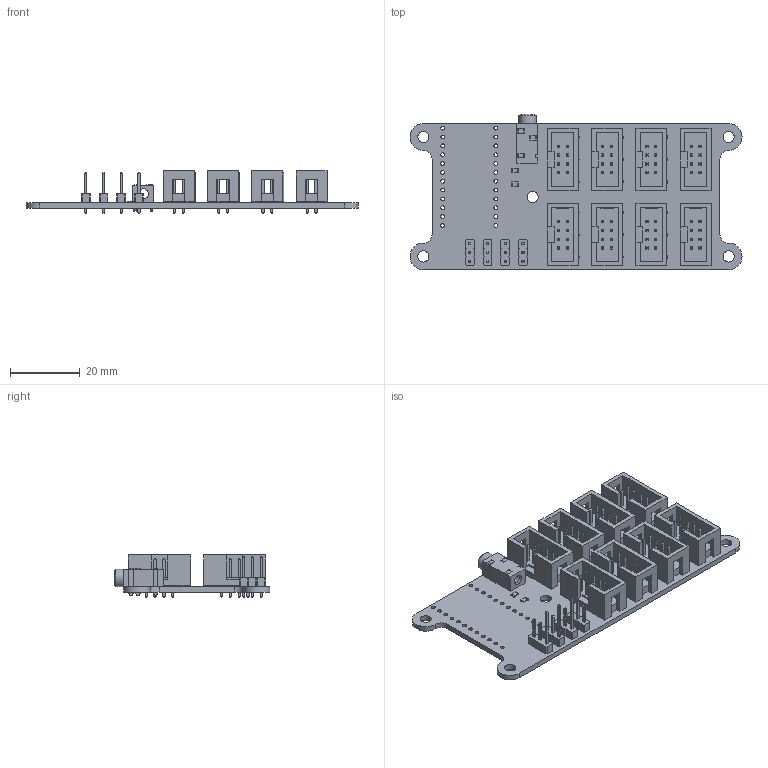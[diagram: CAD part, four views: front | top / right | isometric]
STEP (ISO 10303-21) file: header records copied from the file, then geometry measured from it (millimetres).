
FILE_DESCRIPTION(('FreeCAD Model'),'2;1');
FILE_NAME('arduino_shield_alt.step','2019-06-11T17:30:11',('kicad StepUp'),( 'ksu MCAD'),'Open CASCADE STEP processor 7.2','FreeCAD','Unknown');
FILE_SCHEMA(('AUTOMOTIVE_DESIGN { 1 0 10303 214 1 1 1 1 }'));
Length unit declared in the file: millimetre
Products named in the file (20): arduino_shield_alt; Board_Geoms; Pcb; Step_Models; Top; PinHeader_1x03_P254mm_Vertical_; PinHeader_1x03_P254mm_Vertical_001; PinHeader_1x03_P254mm_Vertical_002; PinHeader_1x03_P254mm_Vertical_003; IDC_Header_2x04_P254mm_Vertical_; IDC_Header_2x04_P254mm_Vertical_001; IDC_Header_2x04_P254mm_Vertical_002; IDC_Header_2x04_P254mm_Vertical_003; IDC_Header_2x04_P254mm_Vertical_004; IDC_Header_2x04_P254mm_Vertical_005; IDC_Header_2x04_P254mm_Vertical_006; IDC_Header_2x04_P254mm_Vertical_007; trs_v1_; R_0805_2012Metric_; R_0805_2012Metric_001
Assembly tree (19 placements, depth 4):
  arduino_shield_alt
    Board_Geoms
      Pcb
    Step_Models
      Top
        PinHeader_1x03_P254mm_Vertical_
        PinHeader_1x03_P254mm_Vertical_001
        PinHeader_1x03_P254mm_Vertical_002
        PinHeader_1x03_P254mm_Vertical_003
        IDC_Header_2x04_P254mm_Vertical_
        IDC_Header_2x04_P254mm_Vertical_001
        IDC_Header_2x04_P254mm_Vertical_002
        IDC_Header_2x04_P254mm_Vertical_003
        IDC_Header_2x04_P254mm_Vertical_004
        IDC_Header_2x04_P254mm_Vertical_005
        IDC_Header_2x04_P254mm_Vertical_006
        IDC_Header_2x04_P254mm_Vertical_007
        trs_v1_
        R_0805_2012Metric_
        R_0805_2012Metric_001
Bounding box: 95.25 x 44.61 x 12.1 mm (x, y, z)
Volume: 11650.4 mm3; surface area: 18865.3 mm2
Topology: 19 solids, 19 shells, 2054 faces, 4962 edges, 3117 vertices
Faces by surface type: plane 1822, cylinder 229, cone 3
Full cylindrical faces by diameter (mm): 1 x60, 1.016 x64, 1.1 x24, 1.2 x4, 2.9 x1, 3.2 x5, 3.6 x1, 5 x1
Entity records: 72613 total; most frequent: CARTESIAN_POINT 10153, ORIENTED_EDGE 9924, DIRECTION 9621, EDGE_CURVE 4962, LINE 4451, VECTOR 4451, VERTEX_POINT 3117, AXIS2_PLACEMENT_3D 2585
